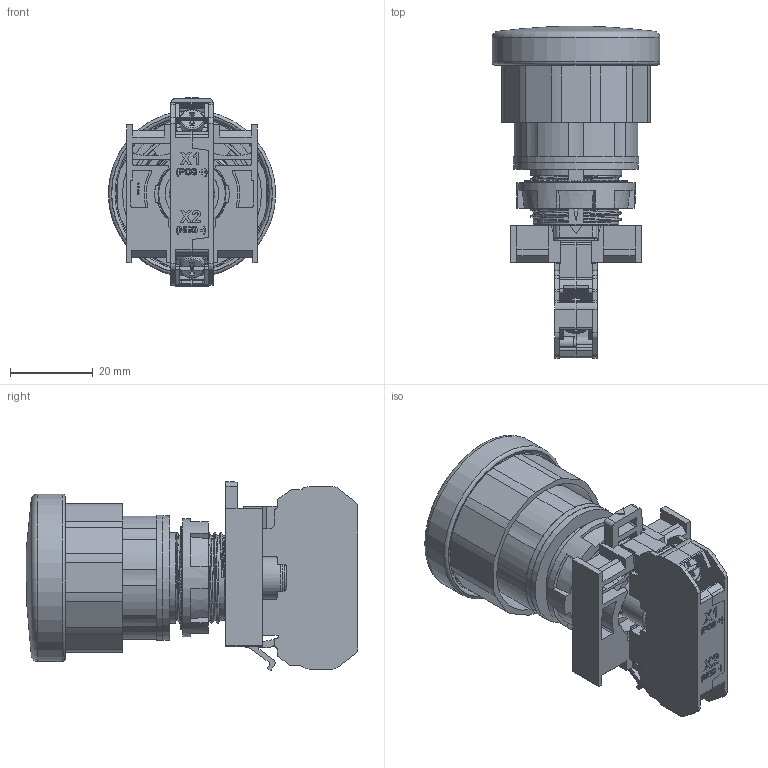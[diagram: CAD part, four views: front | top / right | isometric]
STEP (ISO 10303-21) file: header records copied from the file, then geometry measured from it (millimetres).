
FILE_DESCRIPTION(/* description */ ('','CAx-IF Rec.Pracs.---Representation and Presentation of Product Manufacturing Information (PMI)---4.0---2014-10-13'),/* implementation_level */ '2;1');
FILE_NAME(/* name */ 'W22IPP2-MR-FMXXXLR (V2.0).stp',/* time_stamp */ '2020-08-05T16:25:26-04:00',/* author */ ('cbunnell'),/* organization */ (''),/* preprocessor_version */ 'ST-DEVELOPER v18.1',/* originating_system */ 'Autodesk Inventor 2020',/* authorisation */ '');
FILE_SCHEMA (('AP242_MANAGED_MODEL_BASED_3D_ENGINEERING_MIM_LF { 1 0 10303 442 1 1 4 }'));
Products named in the file (1): Part35
Bounding box: 40.39 x 80.02 x 45.52 mm (x, y, z)
Volume: 33349 mm3; surface area: 49590.7 mm2
Topology: 30 solids, 30 shells, 3953 faces, 10480 edges, 6813 vertices
Faces by surface type: plane 2669, cylinder 628, bspline 506, torus 74, cone 60, sphere 16
Full cylindrical faces by diameter (mm): 0.336 x1, 0.382 x1, 1.198 x12, 1.385 x4, 1.55 x2, 1.573 x8, 1.597 x4, 1.996 x8, 2.36 x1, 2.45 x2, 2.753 x2, 2.758 x1, 2.833 x1, 2.85 x2, 3.1 x2, 3.15 x2, 3.39 x2, 3.402 x1, 3.7 x2, 3.928 x1, 4 x4, 4.42 x2, 4.714 x1, 5.329 x1, 5.827 x1, 5.9 x2, 6.236 x1, 6.573 x1, 6.849 x1, 7.5 x2
Entity records: 140855 total; most frequent: CARTESIAN_POINT 40684, ORIENTED_EDGE 20938, DIRECTION 18229, EDGE_CURVE 10469, LINE 7169, VECTOR 7169, VERTEX_POINT 6813, AXIS2_PLACEMENT_3D 5530
